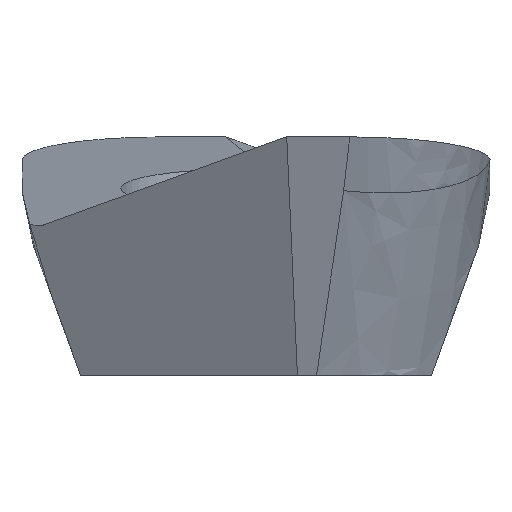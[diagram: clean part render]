
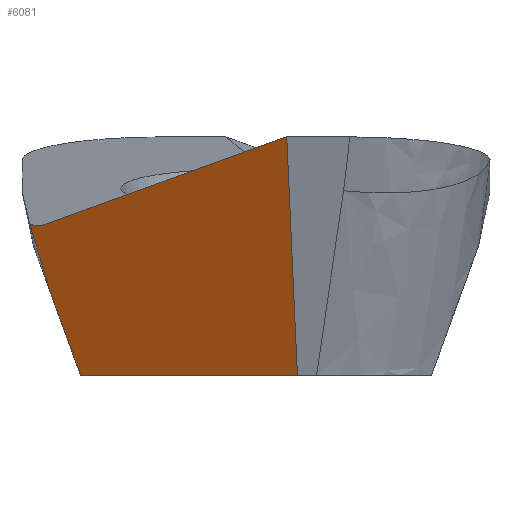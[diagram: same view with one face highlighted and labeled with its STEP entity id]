
A CAD part, front view. The second image highlights one B-rep face of the part: STEP entity #6081.
In plain terms, the highlighted planar face has unit normal (-0.243, -0.908, -0.342).
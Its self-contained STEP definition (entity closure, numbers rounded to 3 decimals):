
#2527=DIRECTION('',(-0.966,0.259,0.));
#2528=VECTOR('',#2527,4.479);
#2529=CARTESIAN_POINT('',(0.826,-5.264,-4.76));
#2530=LINE('',#2529,#2528);
#2660=CARTESIAN_POINT('',(-4.088,-4.556,
-3.144));
#2685=DIRECTION('',(0.042,0.342,-0.939));
#2686=VECTOR('',#2685,5.071);
#2687=CARTESIAN_POINT('',(0.613,-7.,0.));
#2688=LINE('',#2687,#2686);
#2692=DIRECTION('',(0.331,0.254,-0.909));
#2693=VECTOR('',#2692,1.778);
#2694=CARTESIAN_POINT('',(-4.088,-4.556,
-3.144));
#2695=LINE('',#2694,#2693);
#2699=CARTESIAN_POINT('',(-4.513,-4.964,
-1.759));
#2700=CARTESIAN_POINT('',(-4.44,-4.896,
-1.99));
#2701=CARTESIAN_POINT('',(-4.296,-4.761,
-2.452));
#2702=CARTESIAN_POINT('',(-4.157,-4.624,
-2.913));
#2703=CARTESIAN_POINT('',(-4.088,-4.556,
-3.144));
#2708=DIRECTION('',(0.969,-0.246,-0.036));
#2709=VECTOR('',#2708,0.257);
#2710=CARTESIAN_POINT('',(-4.513,-4.964,
-1.759));
#2711=LINE('',#2710,#2709);
#2733=DIRECTION('',(-0.879,0.355,-0.319));
#2734=VECTOR('',#2733,5.55);
#2735=CARTESIAN_POINT('',(0.613,-7.,0.));
#2736=LINE('',#2735,#2734);
#3014=CARTESIAN_POINT('',(-3.5,-4.104,-4.76));
#3016=VERTEX_POINT('',#3014);
#3023=VERTEX_POINT('',#2660);
#3026=CARTESIAN_POINT('',(0.826,-5.264,-4.76));
#3027=VERTEX_POINT('',#3026);
#3039=CARTESIAN_POINT('',(0.613,-7.,0.));
#3041=VERTEX_POINT('',#3039);
#3048=CARTESIAN_POINT('',(-4.513,-4.964,
-1.759));
#3049=CARTESIAN_POINT('',(-4.264,-5.027,
-1.768));
#3050=VERTEX_POINT('',#3048);
#3051=VERTEX_POINT('',#3049);
#6066=CARTESIAN_POINT('',(0.729,-7.031,0.));
#6067=DIRECTION('',(0.243,0.908,0.342));
#6068=DIRECTION('',(-0.966,0.259,0.));
#6069=AXIS2_PLACEMENT_3D('',#6066,#6067,#6068);
#6070=PLANE('',#6069);
#6072=ORIENTED_EDGE('',*,*,#6071,.F.);
#6074=ORIENTED_EDGE('',*,*,#6073,.T.);
#6075=ORIENTED_EDGE('',*,*,#5941,.T.);
#6076=ORIENTED_EDGE('',*,*,#5972,.F.);
#6077=ORIENTED_EDGE('',*,*,#6058,.F.);
#6078=ORIENTED_EDGE('',*,*,#3352,.T.);
#6079=EDGE_LOOP('',(#6072,#6074,#6075,#6076,#6077,#6078));
#6080=FACE_OUTER_BOUND('',#6079,.F.);
#2704=B_SPLINE_CURVE_WITH_KNOTS('',3,(#2699,#2700,#2701,#2702,#2703),
.UNSPECIFIED.,.F.,.F.,(4,1,4),(0.,0.5,1.),.UNSPECIFIED.);
#3352=EDGE_CURVE('',#3050,#3051,#2711,.T.);
#5941=EDGE_CURVE('',#3027,#3016,#2530,.T.);
#5972=EDGE_CURVE('',#3023,#3016,#2695,.T.);
#6058=EDGE_CURVE('',#3050,#3023,#2704,.T.);
#6071=EDGE_CURVE('',#3041,#3051,#2736,.T.);
#6073=EDGE_CURVE('',#3041,#3027,#2688,.T.);
#6081=ADVANCED_FACE('',(#6080),#6070,.F.);
